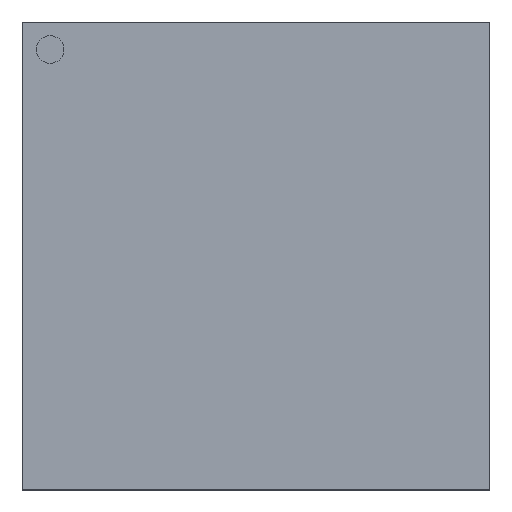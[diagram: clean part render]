
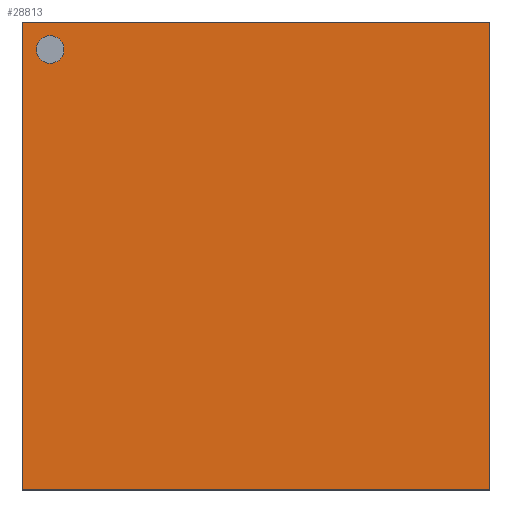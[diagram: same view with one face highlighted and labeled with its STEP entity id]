
A CAD part, top view. The second image highlights one B-rep face of the part: STEP entity #28813.
In plain terms, the highlighted planar face has unit normal (0, 0, 1).
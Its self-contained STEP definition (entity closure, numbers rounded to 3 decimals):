
#28593=CARTESIAN_POINT('',(-6.977,7.5,1.55));
#28594=VERTEX_POINT('',#28593);
#28610=CARTESIAN_POINT('',(-7.977,7.5,1.55));
#28611=VERTEX_POINT('',#28610);
#28618=CARTESIAN_POINT('',(-7.477,7.5,1.55));
#28619=DIRECTION('',(0.0,0.0,-1.0));
#28620=DIRECTION('',(1.0,0.0,0.0));
#28621=AXIS2_PLACEMENT_3D('',#28618,#28619,#28620);
#28622=CIRCLE('',#28621,0.5);
#28623=EDGE_CURVE('',#28594,#28611,#28622,.T.);
#28643=CARTESIAN_POINT('',(8.5,8.5,1.55));
#28644=VERTEX_POINT('',#28643);
#28651=CARTESIAN_POINT('',(8.5,-8.5,1.55));
#28652=VERTEX_POINT('',#28651);
#28653=CARTESIAN_POINT('',(8.5,-8.5,1.55));
#28654=DIRECTION('',(0.0,1.0,0.0));
#28655=VECTOR('',#28654,17.0);
#28656=LINE('',#28653,#28655);
#28657=EDGE_CURVE('',#28652,#28644,#28656,.T.);
#28682=CARTESIAN_POINT('',(-8.5,-8.5,1.55));
#28683=VERTEX_POINT('',#28682);
#28684=CARTESIAN_POINT('',(-8.5,-8.5,1.55));
#28685=DIRECTION('',(1.0,0.0,0.0));
#28686=VECTOR('',#28685,17.0);
#28687=LINE('',#28684,#28686);
#28688=EDGE_CURVE('',#28683,#28652,#28687,.T.);
#28713=CARTESIAN_POINT('',(-8.5,8.5,1.55));
#28714=VERTEX_POINT('',#28713);
#28715=CARTESIAN_POINT('',(-8.5,8.5,1.55));
#28716=DIRECTION('',(0.0,-1.0,0.0));
#28717=VECTOR('',#28716,17.0);
#28718=LINE('',#28715,#28717);
#28719=EDGE_CURVE('',#28714,#28683,#28718,.T.);
#28742=CARTESIAN_POINT('',(8.5,8.5,1.55));
#28743=DIRECTION('',(-1.0,0.0,0.0));
#28744=VECTOR('',#28743,17.0);
#28745=LINE('',#28742,#28744);
#28746=EDGE_CURVE('',#28644,#28714,#28745,.T.);
#28770=CARTESIAN_POINT('',(-7.477,7.5,1.55));
#28771=DIRECTION('',(0.0,0.0,-1.0));
#28772=DIRECTION('',(1.0,0.0,0.0));
#28773=AXIS2_PLACEMENT_3D('',#28770,#28771,#28772);
#28774=CIRCLE('',#28773,0.5);
#28775=EDGE_CURVE('',#28611,#28594,#28774,.T.);
#28798=CARTESIAN_POINT('',(0.0,0.,1.55));
#28799=DIRECTION('',(0.0,0.0,1.0));
#28800=DIRECTION('',(1.0,0.0,0.0));
#28801=AXIS2_PLACEMENT_3D('',#28798,#28799,#28800);
#28802=PLANE('',#28801);
#28803=ORIENTED_EDGE('',*,*,#28746,.T.);
#28804=ORIENTED_EDGE('',*,*,#28719,.T.);
#28805=ORIENTED_EDGE('',*,*,#28688,.T.);
#28806=ORIENTED_EDGE('',*,*,#28657,.T.);
#28807=EDGE_LOOP('',(#28803,#28804,#28805,#28806));
#28808=FACE_OUTER_BOUND('',#28807,.T.);
#28809=ORIENTED_EDGE('',*,*,#28623,.T.);
#28810=ORIENTED_EDGE('',*,*,#28775,.T.);
#28811=EDGE_LOOP('',(#28809,#28810));
#28812=FACE_BOUND('',#28811,.T.);
#28813=ADVANCED_FACE('',(#28808,#28812),#28802,.T.);
